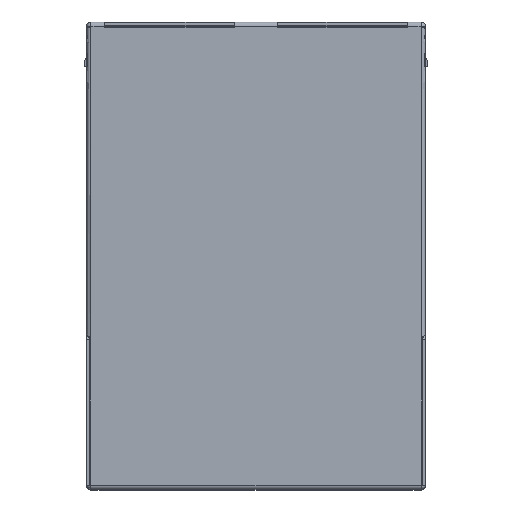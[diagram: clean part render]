
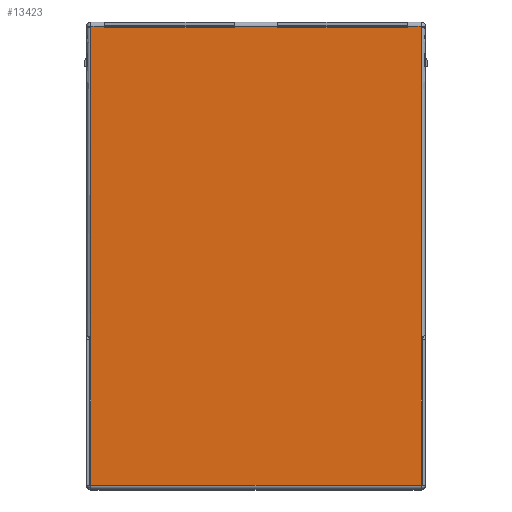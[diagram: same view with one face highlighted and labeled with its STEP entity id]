
A CAD part, top view. The second image highlights one B-rep face of the part: STEP entity #13423.
In plain terms, the highlighted free-form (B-spline) face has degree [1, 1] with [2, 2] control points.
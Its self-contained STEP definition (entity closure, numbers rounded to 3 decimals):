
#13123 = VERTEX_POINT('',#13124);
#13124 = CARTESIAN_POINT('',(-7.625,-10.6,
    17.2));
#13132 = EDGE_CURVE('',#13133,#13123,#13135,.T.);
#13133 = VERTEX_POINT('',#13134);
#13134 = CARTESIAN_POINT('',(-7.625,10.59,17.2));
#13135 = B_SPLINE_CURVE_WITH_KNOTS('',1,(#13136,#13137),.UNSPECIFIED.,
  .F.,.F.,(2,2),(0.,21.19),.PIECEWISE_BEZIER_KNOTS.);
#13136 = CARTESIAN_POINT('',(-7.625,10.59,
    17.2));
#13137 = CARTESIAN_POINT('',(-7.625,-10.6,
    17.2));
#13295 = EDGE_CURVE('',#13296,#13298,#13300,.T.);
#13296 = VERTEX_POINT('',#13297);
#13297 = CARTESIAN_POINT('',(7.,10.59,17.2));
#13298 = VERTEX_POINT('',#13299);
#13299 = CARTESIAN_POINT('',(7.625,10.59,17.2));
#13300 = B_SPLINE_CURVE_WITH_KNOTS('',1,(#13301,#13302),.UNSPECIFIED.,
  .F.,.F.,(2,2),(0.,0.625),.PIECEWISE_BEZIER_KNOTS.);
#13301 = CARTESIAN_POINT('',(7.,10.59,17.2));
#13302 = CARTESIAN_POINT('',(7.625,10.59,17.2));
#13327 = EDGE_CURVE('',#13328,#13330,#13332,.T.);
#13328 = VERTEX_POINT('',#13329);
#13329 = CARTESIAN_POINT('',(-1.,10.59,17.2));
#13330 = VERTEX_POINT('',#13331);
#13331 = CARTESIAN_POINT('',(1.,10.59,17.2));
#13332 = B_SPLINE_CURVE_WITH_KNOTS('',1,(#13333,#13334),.UNSPECIFIED.,
  .F.,.F.,(2,2),(0.,2.),.PIECEWISE_BEZIER_KNOTS.);
#13333 = CARTESIAN_POINT('',(-1.,10.59,17.2));
#13334 = CARTESIAN_POINT('',(1.,10.59,17.2));
#13361 = EDGE_CURVE('',#13133,#13362,#13364,.T.);
#13362 = VERTEX_POINT('',#13363);
#13363 = CARTESIAN_POINT('',(-7.,10.59,17.2));
#13364 = B_SPLINE_CURVE_WITH_KNOTS('',1,(#13365,#13366),.UNSPECIFIED.,
  .F.,.F.,(2,2),(0.,0.625),
  .PIECEWISE_BEZIER_KNOTS.);
#13365 = CARTESIAN_POINT('',(-7.625,10.59,17.2));
#13366 = CARTESIAN_POINT('',(-7.,10.59,17.2));
#13386 = EDGE_CURVE('',#13296,#13387,#13389,.T.);
#13387 = VERTEX_POINT('',#13388);
#13388 = CARTESIAN_POINT('',(7.,10.53,17.2));
#13389 = B_SPLINE_CURVE_WITH_KNOTS('',1,(#13390,#13391),.UNSPECIFIED.,
  .F.,.F.,(2,2),(0.,0.06),.PIECEWISE_BEZIER_KNOTS.);
#13390 = CARTESIAN_POINT('',(7.,10.59,17.2));
#13391 = CARTESIAN_POINT('',(7.,10.53,17.2));
#13423 = ADVANCED_FACE('',(#13424),#13474,.T.);
#13424 = FACE_BOUND('',#13425,.F.);
#13425 = EDGE_LOOP('',(#13426,#13433,#13434,#13435,#13442,#13449,#13454,
    #13455,#13462,#13467,#13468,#13469));
#13426 = ORIENTED_EDGE('',*,*,#13427,.T.);
#13427 = EDGE_CURVE('',#13428,#13123,#13430,.T.);
#13428 = VERTEX_POINT('',#13429);
#13429 = CARTESIAN_POINT('',(7.625,-10.6,
    17.2));
#13430 = B_SPLINE_CURVE_WITH_KNOTS('',1,(#13431,#13432),.UNSPECIFIED.,
  .F.,.F.,(2,2),(0.,15.25),.PIECEWISE_BEZIER_KNOTS.);
#13431 = CARTESIAN_POINT('',(7.625,-10.6,
    17.2));
#13432 = CARTESIAN_POINT('',(-7.625,-10.6,
    17.2));
#13433 = ORIENTED_EDGE('',*,*,#13132,.F.);
#13434 = ORIENTED_EDGE('',*,*,#13361,.T.);
#13435 = ORIENTED_EDGE('',*,*,#13436,.T.);
#13436 = EDGE_CURVE('',#13362,#13437,#13439,.T.);
#13437 = VERTEX_POINT('',#13438);
#13438 = CARTESIAN_POINT('',(-7.,10.53,17.2));
#13439 = B_SPLINE_CURVE_WITH_KNOTS('',1,(#13440,#13441),.UNSPECIFIED.,
  .F.,.F.,(2,2),(0.,0.06),.PIECEWISE_BEZIER_KNOTS.);
#13440 = CARTESIAN_POINT('',(-7.,10.59,17.2));
#13441 = CARTESIAN_POINT('',(-7.,10.53,17.2));
#13442 = ORIENTED_EDGE('',*,*,#13443,.F.);
#13443 = EDGE_CURVE('',#13444,#13437,#13446,.T.);
#13444 = VERTEX_POINT('',#13445);
#13445 = CARTESIAN_POINT('',(-1.,10.53,17.2));
#13446 = B_SPLINE_CURVE_WITH_KNOTS('',1,(#13447,#13448),.UNSPECIFIED.,
  .F.,.F.,(2,2),(0.,6.),.PIECEWISE_BEZIER_KNOTS.);
#13447 = CARTESIAN_POINT('',(-1.,10.53,17.2));
#13448 = CARTESIAN_POINT('',(-7.,10.53,17.2));
#13449 = ORIENTED_EDGE('',*,*,#13450,.F.);
#13450 = EDGE_CURVE('',#13328,#13444,#13451,.T.);
#13451 = B_SPLINE_CURVE_WITH_KNOTS('',1,(#13452,#13453),.UNSPECIFIED.,
  .F.,.F.,(2,2),(0.,0.06),.PIECEWISE_BEZIER_KNOTS.);
#13452 = CARTESIAN_POINT('',(-1.,10.59,17.2));
#13453 = CARTESIAN_POINT('',(-1.,10.53,17.2));
#13454 = ORIENTED_EDGE('',*,*,#13327,.T.);
#13455 = ORIENTED_EDGE('',*,*,#13456,.T.);
#13456 = EDGE_CURVE('',#13330,#13457,#13459,.T.);
#13457 = VERTEX_POINT('',#13458);
#13458 = CARTESIAN_POINT('',(1.,10.53,17.2));
#13459 = B_SPLINE_CURVE_WITH_KNOTS('',1,(#13460,#13461),.UNSPECIFIED.,
  .F.,.F.,(2,2),(0.,0.06),.PIECEWISE_BEZIER_KNOTS.);
#13460 = CARTESIAN_POINT('',(1.,10.59,17.2));
#13461 = CARTESIAN_POINT('',(1.,10.53,17.2));
#13462 = ORIENTED_EDGE('',*,*,#13463,.T.);
#13463 = EDGE_CURVE('',#13457,#13387,#13464,.T.);
#13464 = B_SPLINE_CURVE_WITH_KNOTS('',1,(#13465,#13466),.UNSPECIFIED.,
  .F.,.F.,(2,2),(0.,6.),.PIECEWISE_BEZIER_KNOTS.);
#13465 = CARTESIAN_POINT('',(1.,10.53,17.2));
#13466 = CARTESIAN_POINT('',(7.,10.53,17.2));
#13467 = ORIENTED_EDGE('',*,*,#13386,.F.);
#13468 = ORIENTED_EDGE('',*,*,#13295,.T.);
#13469 = ORIENTED_EDGE('',*,*,#13470,.T.);
#13470 = EDGE_CURVE('',#13298,#13428,#13471,.T.);
#13471 = B_SPLINE_CURVE_WITH_KNOTS('',1,(#13472,#13473),.UNSPECIFIED.,
  .F.,.F.,(2,2),(0.,21.19),.PIECEWISE_BEZIER_KNOTS.);
#13472 = CARTESIAN_POINT('',(7.625,10.59,
    17.2));
#13473 = CARTESIAN_POINT('',(7.625,-10.6,
    17.2));
#13474 = B_SPLINE_SURFACE_WITH_KNOTS('',1,1,(
    (#13475,#13476)
    ,(#13477,#13478
    )),.UNSPECIFIED.,.F.,.F.,.F.,(2,2),(2,2),(0.,
    15.25),(-21.39,-0.2),.PIECEWISE_BEZIER_KNOTS.);
#13475 = CARTESIAN_POINT('',(-7.625,-10.6,
    17.2));
#13476 = CARTESIAN_POINT('',(-7.625,10.59,
    17.2));
#13477 = CARTESIAN_POINT('',(7.625,-10.6,
    17.2));
#13478 = CARTESIAN_POINT('',(7.625,10.59,
    17.2));
